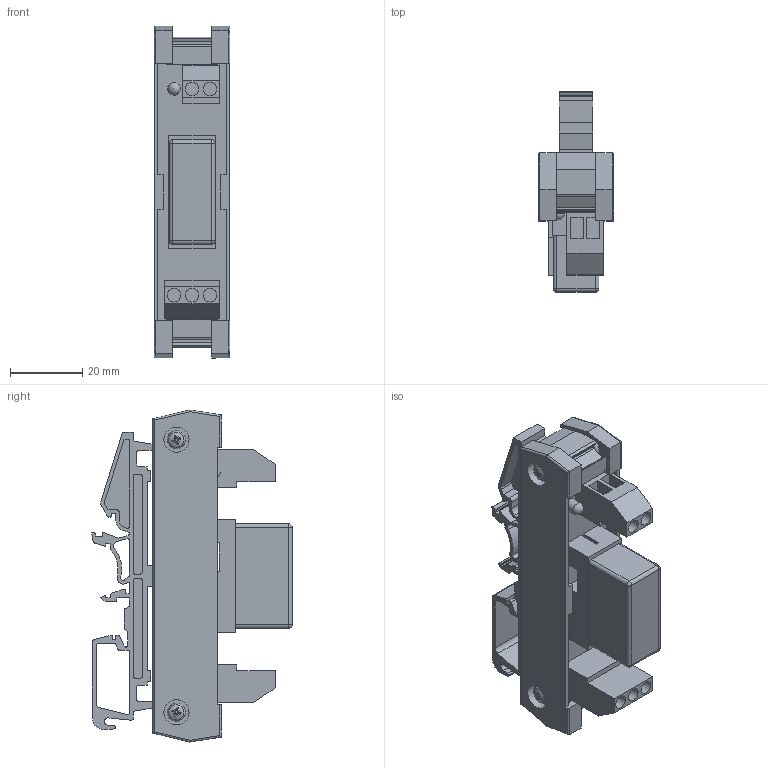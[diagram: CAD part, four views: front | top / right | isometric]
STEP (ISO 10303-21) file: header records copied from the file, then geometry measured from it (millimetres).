
FILE_DESCRIPTION((''),'2;1');
FILE_NAME('RC1_RM1_1_CHANNEL.stp','2015-01-05T15:20:37',('roland'),(''),'Autodesk Inventor 2013','Autodesk Inventor 2013','');
FILE_SCHEMA(('CONFIG_CONTROL_DESIGN'));
Length unit declared in the file: millimetre
Products named in the file (11): RC1_RM1 isolated 1 channel; RC1 1 channel; RM84; GD50; BASE LEGS; BASE SIDE; 19; BS EN ISO 7045 Z - Metric M2.5 x 10 - 4.8 - Z; 2 hole green; 3 hole green; light
Assembly tree (14 placements, depth 2):
  RC1_RM1 isolated 1 channel
    RC1 1 channel
    RM84
    GD50
    BASE LEGS
    BASE SIDE  x2
    19
    BS EN ISO 7045 Z - Metric M2.5 x 10 - 4.8 - Z  x4
    2 hole green
    3 hole green
    light
Bounding box: 21 x 55.49 x 91.98 mm (x, y, z)
Volume: 26736.9 mm3; surface area: 31757.6 mm2
Topology: 14 solids, 14 shells, 865 faces, 2281 edges, 1487 vertices
Faces by surface type: plane 580, cylinder 183, cone 64, torus 21, sphere 17
Full cylindrical faces by diameter (mm): 1.5 x8, 2 x6, 2.256 x4, 2.5 x4, 3.2 x4, 3.3 x1, 3.5 x1, 3.75 x5, 5 x1, 7 x4, 9 x4
Entity records: 21554 total; most frequent: CARTESIAN_POINT 3992, ORIENTED_EDGE 3522, DIRECTION 3501, EDGE_CURVE 1761, VECTOR 1355, LINE 1355, VERTEX_POINT 1176, AXIS2_PLACEMENT_3D 1073
